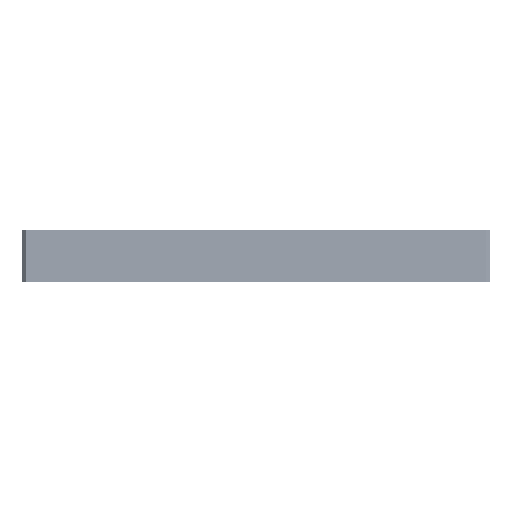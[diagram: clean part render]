
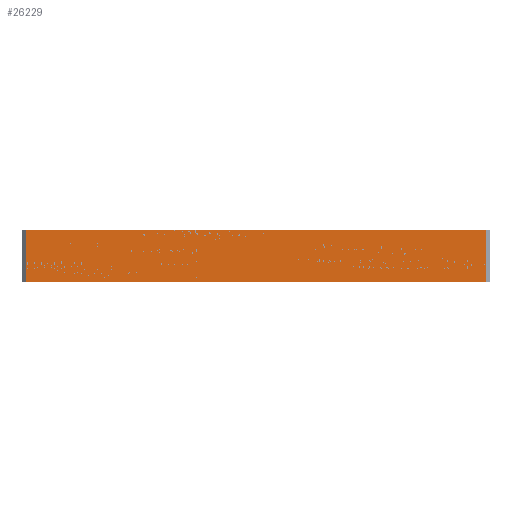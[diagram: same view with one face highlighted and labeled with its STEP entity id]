
A CAD part, left-side view. The second image highlights one B-rep face of the part: STEP entity #26229.
In plain terms, the highlighted face is planar.
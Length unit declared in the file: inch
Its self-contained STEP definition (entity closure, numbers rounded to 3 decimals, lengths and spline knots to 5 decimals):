
#2688=PLANE('',#29356);
#3445=FACE_OUTER_BOUND('',#6643,.T.);
#6643=EDGE_LOOP('',(#22609,#22610,#22611,#22612));
#7682=LINE('',#43223,#8784);
#7691=LINE('',#44192,#8793);
#7700=LINE('',#44221,#8802);
#7704=LINE('',#45251,#8806);
#8784=VECTOR('',#33624,0.3937);
#8793=VECTOR('',#34589,0.3937);
#8802=VECTOR('',#34614,0.3937);
#8806=VECTOR('',#35560,0.3937);
#12572=VERTEX_POINT('',#43220);
#12573=VERTEX_POINT('',#43222);
#13055=VERTEX_POINT('',#44190);
#13067=VERTEX_POINT('',#44219);
#15579=EDGE_CURVE('',#12572,#12573,#7682,.T.);
#16064=EDGE_CURVE('',#13055,#12572,#7691,.T.);
#16079=EDGE_CURVE('',#13067,#13055,#7700,.T.);
#16558=EDGE_CURVE('',#12573,#13067,#7704,.T.);
#22609=ORIENTED_EDGE('',*,*,#16064,.F.);
#22610=ORIENTED_EDGE('',*,*,#16079,.F.);
#22611=ORIENTED_EDGE('',*,*,#16558,.F.);
#22612=ORIENTED_EDGE('',*,*,#15579,.F.);
#26229=ADVANCED_FACE('',(#3445),#2688,.T.);
#29356=AXIS2_PLACEMENT_3D('',#48134,#35702,#35703);
#33624=DIRECTION('',(0.,-1.,0.));
#34589=DIRECTION('',(0.,0.,-1.));
#34614=DIRECTION('',(0.,1.,0.));
#35560=DIRECTION('',(0.,0.,1.));
#35702=DIRECTION('center_axis',(1.,0.,0.));
#35703=DIRECTION('ref_axis',(0.,1.,0.));
#43220=CARTESIAN_POINT('',(9.,4.25157,0.));
#43222=CARTESIAN_POINT('',(9.,-4.25157,0.));
#43223=CARTESIAN_POINT('',(9.,4.33071,0.));
#44190=CARTESIAN_POINT('',(9.,4.25157,0.95));
#44192=CARTESIAN_POINT('',(9.,4.25157,0.));
#44219=CARTESIAN_POINT('',(9.,-4.25157,0.95));
#44221=CARTESIAN_POINT('',(9.,4.33071,0.95));
#45251=CARTESIAN_POINT('',(9.,-4.25157,0.));
#48134=CARTESIAN_POINT('Origin',(9.,-4.33071,0.));
